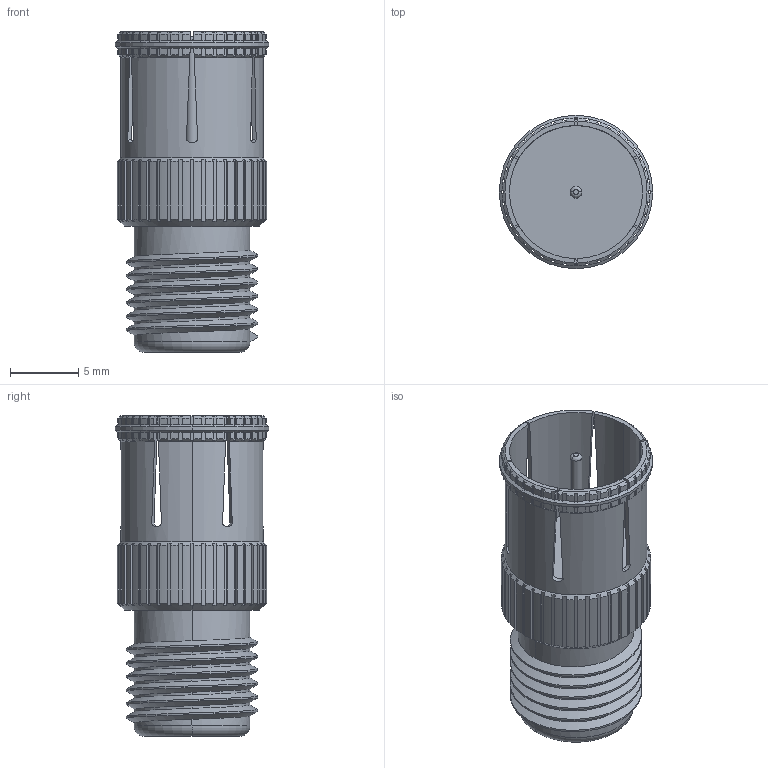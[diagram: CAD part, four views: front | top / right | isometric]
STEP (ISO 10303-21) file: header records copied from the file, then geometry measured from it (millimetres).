
FILE_DESCRIPTION (( 'STEP AP214' ), '1' );
FILE_NAME ('LCAD9798_3D.step', '2023-10-27T21:32:40', ( '' ), ( '' ), 'SwSTEP 2.0', 'SolidWorks 2022', '' );
FILE_SCHEMA (( 'AUTOMOTIVE_DESIGN' ));
Length unit declared in the file: inch
Products named in the file (1): LCAD9798_3D
Bounding box: 11.23 x 11.23 x 23.5 mm (x, y, z)
Volume: 866.4 mm3; surface area: 1575.5 mm2
Topology: 1 solids, 1 shells, 508 faces, 1597 edges, 1008 vertices
Faces by surface type: plane 269, cylinder 206, cone 26, torus 4, bspline 3
Entity records: 19253 total; most frequent: CARTESIAN_POINT 6211, ORIENTED_EDGE 3194, DIRECTION 2246, EDGE_CURVE 1597, VERTEX_POINT 1008, AXIS2_PLACEMENT_3D 845, B_SPLINE_CURVE_WITH_KNOTS 618, VECTOR 556
